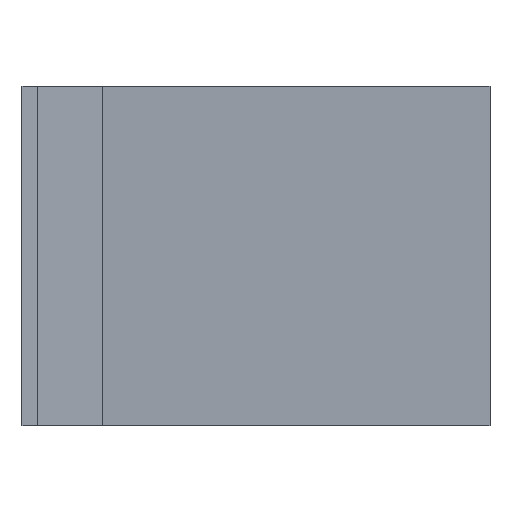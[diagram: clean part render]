
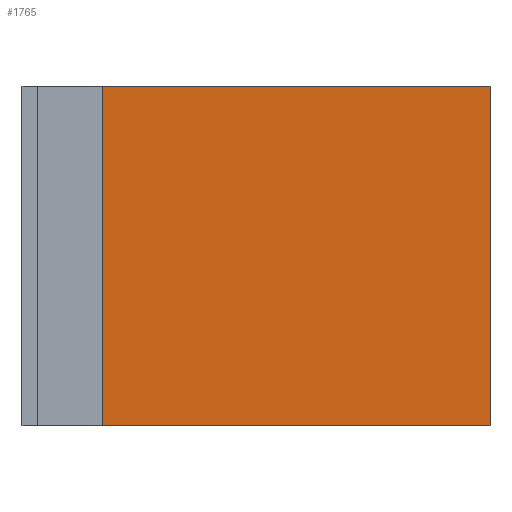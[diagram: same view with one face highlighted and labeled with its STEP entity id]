
A CAD part, left-side view. The second image highlights one B-rep face of the part: STEP entity #1765.
In plain terms, the highlighted planar face has unit normal (-0.593, -0.805, 0).
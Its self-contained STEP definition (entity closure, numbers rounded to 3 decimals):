
#72=PLANE('',#1962);
#227=FACE_OUTER_BOUND('',#356,.T.);
#356=EDGE_LOOP('',(#1468,#1469,#1470,#1471));
#516=LINE('',#2910,#676);
#517=LINE('',#2913,#677);
#518=LINE('',#2915,#678);
#519=LINE('',#2916,#679);
#676=VECTOR('',#2332,10.);
#677=VECTOR('',#2335,10.);
#678=VECTOR('',#2336,10.);
#679=VECTOR('',#2337,10.);
#913=VERTEX_POINT('',#2904);
#915=VERTEX_POINT('',#2908);
#916=VERTEX_POINT('',#2912);
#917=VERTEX_POINT('',#2914);
#1116=EDGE_CURVE('',#913,#915,#516,.T.);
#1117=EDGE_CURVE('',#913,#916,#517,.T.);
#1118=EDGE_CURVE('',#917,#915,#518,.T.);
#1119=EDGE_CURVE('',#916,#917,#519,.T.);
#1468=ORIENTED_EDGE('',*,*,#1117,.F.);
#1469=ORIENTED_EDGE('',*,*,#1116,.T.);
#1470=ORIENTED_EDGE('',*,*,#1118,.F.);
#1471=ORIENTED_EDGE('',*,*,#1119,.F.);
#1765=ADVANCED_FACE('',(#227),#72,.T.);
#1962=AXIS2_PLACEMENT_3D('',#2911,#2333,#2334);
#2332=DIRECTION('',(0.,0.,1.));
#2333=DIRECTION('center_axis',(-0.593,-0.805,0.));
#2334=DIRECTION('ref_axis',(0.805,-0.593,0.));
#2335=DIRECTION('',(-0.805,0.593,0.));
#2336=DIRECTION('',(0.805,-0.593,0.));
#2337=DIRECTION('',(0.,0.,1.));
#2904=CARTESIAN_POINT('',(266.889,-176.928,0.));
#2908=CARTESIAN_POINT('',(266.889,-176.928,130.));
#2910=CARTESIAN_POINT('',(266.889,-176.928,0.));
#2911=CARTESIAN_POINT('Origin',(65.611,-28.648,0.));
#2912=CARTESIAN_POINT('',(65.611,-28.648,0.));
#2913=CARTESIAN_POINT('',(266.889,-176.928,0.));
#2914=CARTESIAN_POINT('',(65.611,-28.648,130.));
#2915=CARTESIAN_POINT('',(266.889,-176.928,130.));
#2916=CARTESIAN_POINT('',(65.611,-28.648,0.));
